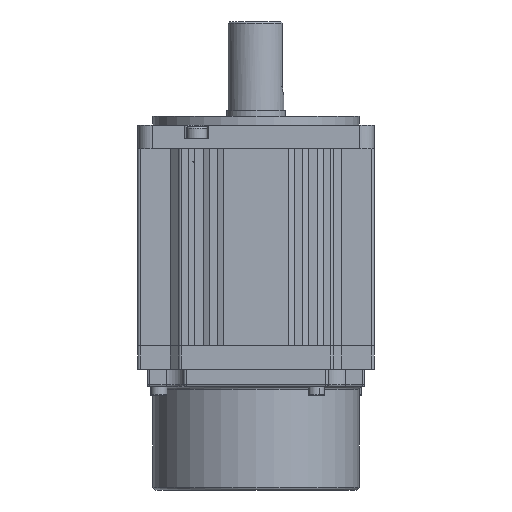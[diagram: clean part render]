
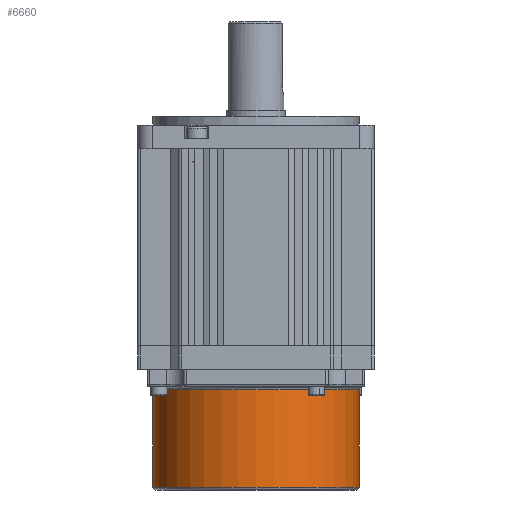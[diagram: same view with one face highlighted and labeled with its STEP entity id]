
A CAD part, front view. The second image highlights one B-rep face of the part: STEP entity #6660.
In plain terms, the highlighted cylindrical face has radius 35 mm (diameter 70 mm), a partial arc.
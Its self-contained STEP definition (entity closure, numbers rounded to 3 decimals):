
#66 = EDGE_CURVE ( 'NONE', #4468, #23441, #17921, .T. ) ;
#795 = DIRECTION ( 'NONE',  ( 1., 0., 0. ) ) ;
#897 = ORIENTED_EDGE ( 'NONE', *, *, #15241, .T. ) ;
#1429 = AXIS2_PLACEMENT_3D ( 'NONE', #9947, #22684, #22562 ) ;
#2010 = VECTOR ( 'NONE', #4884, 1000. ) ;
#2649 = LINE ( 'NONE', #6361, #2010 ) ;
#2811 = CARTESIAN_POINT ( 'NONE',  ( 35., 0., 39.5 ) ) ;
#3751 = ORIENTED_EDGE ( 'NONE', *, *, #13274, .T. ) ;
#3875 = CARTESIAN_POINT ( 'NONE',  ( -35., 0., 5.5 ) ) ;
#4374 = CARTESIAN_POINT ( 'NONE',  ( 0., 0., 38.5 ) ) ;
#4468 = VERTEX_POINT ( 'NONE', #11877 ) ;
#4650 = CARTESIAN_POINT ( 'NONE',  ( 35., 0., 5.5 ) ) ;
#4884 = DIRECTION ( 'NONE',  ( 0., 0., -1. ) ) ;
#5465 = CARTESIAN_POINT ( 'NONE',  ( 0., 0., 5.5 ) ) ;
#6361 = CARTESIAN_POINT ( 'NONE',  ( -35., 0., 39.5 ) ) ;
#6461 = CIRCLE ( 'NONE', #14389, 35. ) ;
#6660 = ADVANCED_FACE ( 'NONE', ( #20828 ), #15039, .T. ) ;
#7633 = EDGE_CURVE ( 'NONE', #4468, #23068, #14089, .T. ) ;
#8437 = AXIS2_PLACEMENT_3D ( 'NONE', #4374, #11815, #795 ) ;
#9947 = CARTESIAN_POINT ( 'NONE',  ( 0., 0., 39.5 ) ) ;
#10036 = EDGE_LOOP ( 'NONE', ( #14758, #13585, #3751, #897 ) ) ;
#10606 = VERTEX_POINT ( 'NONE', #3875 ) ;
#11182 = DIRECTION ( 'NONE',  ( 0., 0., 1. ) ) ;
#11815 = DIRECTION ( 'NONE',  ( 0., 0., -1. ) ) ;
#11877 = CARTESIAN_POINT ( 'NONE',  ( 35., 0., 38.5 ) ) ;
#13274 = EDGE_CURVE ( 'NONE', #23441, #10606, #2649, .T. ) ;
#13447 = CARTESIAN_POINT ( 'NONE',  ( -35., 0., 38.5 ) ) ;
#13585 = ORIENTED_EDGE ( 'NONE', *, *, #66, .T. ) ;
#14089 = LINE ( 'NONE', #2811, #19329 ) ;
#14389 = AXIS2_PLACEMENT_3D ( 'NONE', #5465, #11182, #18721 ) ;
#14758 = ORIENTED_EDGE ( 'NONE', *, *, #7633, .F. ) ;
#15039 = CYLINDRICAL_SURFACE ( 'NONE', #1429, 35. ) ;
#15241 = EDGE_CURVE ( 'NONE', #10606, #23068, #6461, .T. ) ;
#17921 = CIRCLE ( 'NONE', #8437, 35. ) ;
#18721 = DIRECTION ( 'NONE',  ( 1., 0., 0. ) ) ;
#19329 = VECTOR ( 'NONE', #19640, 1000. ) ;
#19640 = DIRECTION ( 'NONE',  ( 0., 0., -1. ) ) ;
#20828 = FACE_OUTER_BOUND ( 'NONE', #10036, .T. ) ;
#22562 = DIRECTION ( 'NONE',  ( -1., 0., 0. ) ) ;
#22684 = DIRECTION ( 'NONE',  ( 0., 0., -1. ) ) ;
#23068 = VERTEX_POINT ( 'NONE', #4650 ) ;
#23441 = VERTEX_POINT ( 'NONE', #13447 ) ;
